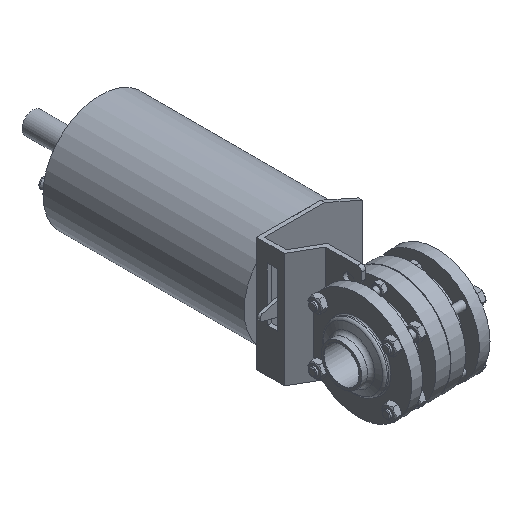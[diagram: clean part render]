
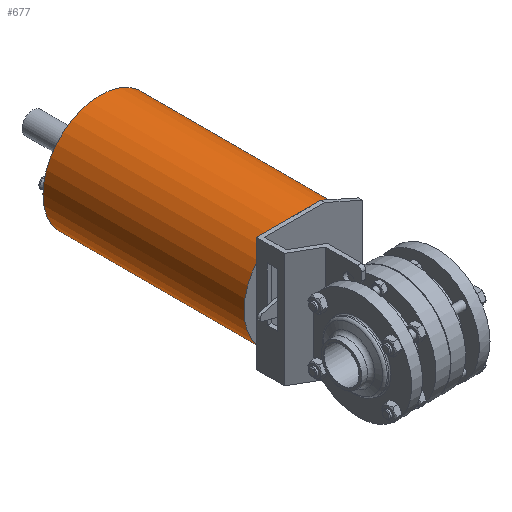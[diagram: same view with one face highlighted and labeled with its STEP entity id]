
A CAD part, isometric view. The second image highlights one B-rep face of the part: STEP entity #677.
In plain terms, the highlighted cylindrical face has radius 42.5 mm (diameter 85 mm), a full revolution.
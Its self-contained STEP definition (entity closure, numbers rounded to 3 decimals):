
#677 = ADVANCED_FACE( '', ( #1520, #1521 ), #1522, .T. );
#1520 = FACE_OUTER_BOUND( '', #2450, .T. );
#1521 = FACE_OUTER_BOUND( '', #2451, .T. );
#1522 = CYLINDRICAL_SURFACE( '', #2452, 42.5 );
#2450 = EDGE_LOOP( '', ( #4855 ) );
#2451 = EDGE_LOOP( '', ( #4856 ) );
#2452 = AXIS2_PLACEMENT_3D( '', #4857, #4858, #4859 );
#4855 = ORIENTED_EDGE( '', *, *, #5848, .F. );
#4856 = ORIENTED_EDGE( '', *, *, #5847, .T. );
#4857 = CARTESIAN_POINT( '', ( 199., 0., 0. ) );
#4858 = DIRECTION( '', ( -1., 0., 0. ) );
#4859 = DIRECTION( '', ( 0., 0., -1. ) );
#5847 = EDGE_CURVE( '', #7043, #7043, #7044, .T. );
#5848 = EDGE_CURVE( '', #7045, #7045, #7046, .T. );
#7043 = VERTEX_POINT( '', #9664 );
#7044 = CIRCLE( '', #9665, 42.5 );
#7045 = VERTEX_POINT( '', #9666 );
#7046 = CIRCLE( '', #9667, 42.5 );
#9664 = CARTESIAN_POINT( '', ( 0., 0., -42.5 ) );
#9665 = AXIS2_PLACEMENT_3D( '', #10747, #10748, #10749 );
#9666 = CARTESIAN_POINT( '', ( 149., 0., -42.5 ) );
#9667 = AXIS2_PLACEMENT_3D( '', #10750, #10751, #10752 );
#10747 = CARTESIAN_POINT( '', ( 0., 0., 0. ) );
#10748 = DIRECTION( '', ( 1., 0., 0. ) );
#10749 = DIRECTION( '', ( 0., 0., -1. ) );
#10750 = CARTESIAN_POINT( '', ( 149., 0., 0. ) );
#10751 = DIRECTION( '', ( 1., 0., 0. ) );
#10752 = DIRECTION( '', ( 0., 0., -1. ) );
